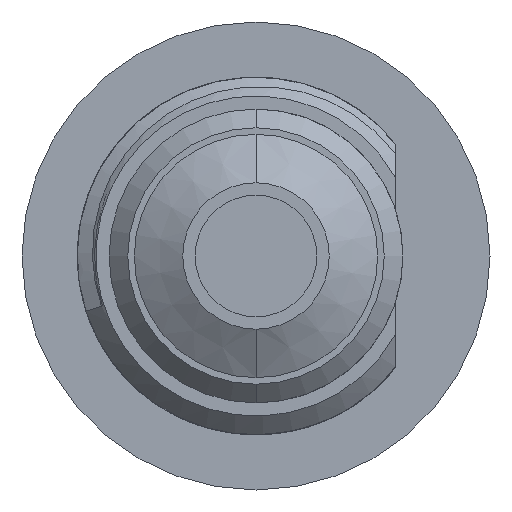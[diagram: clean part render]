
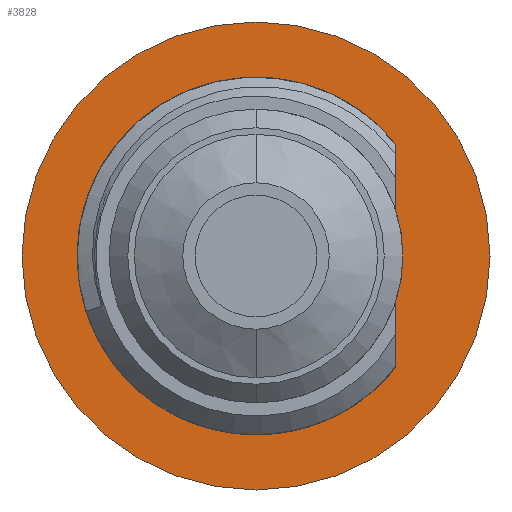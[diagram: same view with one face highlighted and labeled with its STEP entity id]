
A CAD part, front view. The second image highlights one B-rep face of the part: STEP entity #3828.
In plain terms, the highlighted planar face has unit normal (0, -1, 0).
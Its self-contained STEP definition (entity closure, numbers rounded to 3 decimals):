
#415=CARTESIAN_POINT('',(0.,1.75,0.));
#416=DIRECTION('',(0.,1.,0.));
#417=DIRECTION('',(0.882,0.,-0.472));
#418=AXIS2_PLACEMENT_3D('',#415,#416,#417);
#424=DIRECTION('',(0.,0.,-1.));
#425=VECTOR('',#424,3.987);
#426=CARTESIAN_POINT('',(3.725,1.75,1.994));
#427=LINE('',#426,#425);
#428=CARTESIAN_POINT('',(0.,1.75,0.));
#429=DIRECTION('',(0.,1.,0.));
#430=DIRECTION('',(0.,0.,-1.));
#431=AXIS2_PLACEMENT_3D('',#428,#429,#430);
#437=CARTESIAN_POINT('',(0.,1.75,0.));
#438=DIRECTION('',(0.,-1.,0.));
#439=DIRECTION('',(0.,0.,-1.));
#440=AXIS2_PLACEMENT_3D('',#437,#438,#439);
#2468=CARTESIAN_POINT('',(0.,1.75,-6.25));
#2470=VERTEX_POINT('',#2468);
#2472=CARTESIAN_POINT('',(0.,1.75,6.25));
#2474=VERTEX_POINT('',#2472);
#2569=CARTESIAN_POINT('',(3.725,1.75,1.994));
#2570=VERTEX_POINT('',#2569);
#2571=CARTESIAN_POINT('',(3.725,1.75,-1.994));
#2572=VERTEX_POINT('',#2571);
#3813=CARTESIAN_POINT('',(0.,1.75,0.));
#3814=DIRECTION('',(0.,1.,0.));
#3815=DIRECTION('',(0.,0.,-1.));
#3816=AXIS2_PLACEMENT_3D('',#3813,#3814,#3815);
#3817=PLANE('',#3816);
#3819=ORIENTED_EDGE('',*,*,#3818,.T.);
#3821=ORIENTED_EDGE('',*,*,#3820,.F.);
#3822=EDGE_LOOP('',(#3819,#3821));
#3823=FACE_OUTER_BOUND('',#3822,.F.);
#3824=ORIENTED_EDGE('',*,*,#3807,.F.);
#3825=ORIENTED_EDGE('',*,*,#3111,.F.);
#3826=EDGE_LOOP('',(#3824,#3825));
#3827=FACE_BOUND('',#3826,.F.);
#419=CIRCLE('',#418,4.225);
#432=CIRCLE('',#431,6.25);
#441=CIRCLE('',#440,6.25);
#3111=EDGE_CURVE('',#2570,#2572,#427,.T.);
#3807=EDGE_CURVE('',#2572,#2570,#419,.T.);
#3818=EDGE_CURVE('',#2470,#2474,#432,.T.);
#3820=EDGE_CURVE('',#2470,#2474,#441,.T.);
#3828=ADVANCED_FACE('',(#3823,#3827),#3817,.F.);
